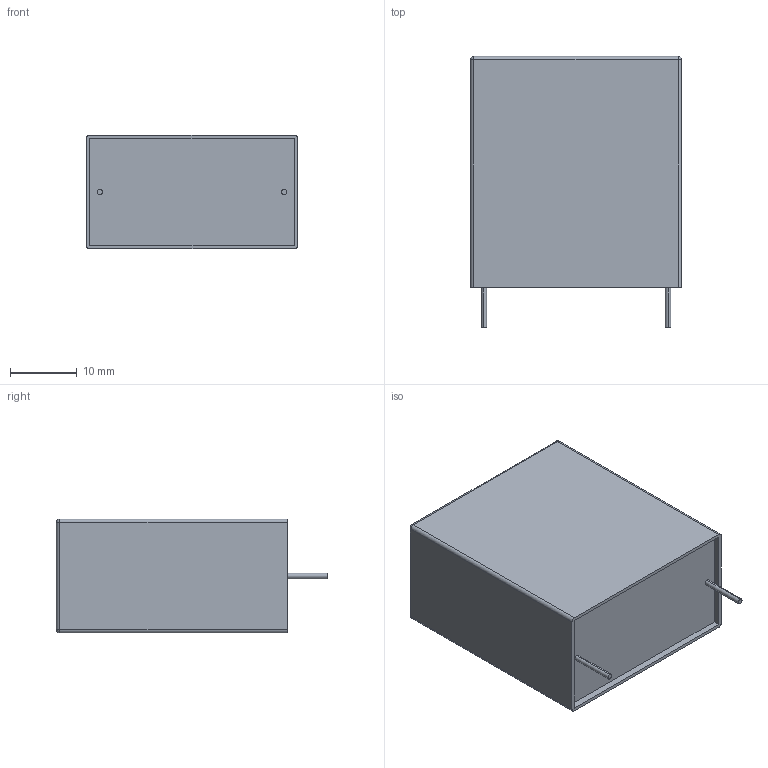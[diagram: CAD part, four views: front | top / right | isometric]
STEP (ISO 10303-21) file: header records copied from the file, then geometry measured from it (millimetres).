
FILE_DESCRIPTION (( 'STEP AP214' ), '1' );
FILE_NAME ('DCP4L051006ID2KYSD.STEP', '2024-03-18T06:48:24', ( '' ), ( '' ), 'SwSTEP 2.0', 'SolidWorks 2021', '' );
FILE_SCHEMA (( 'AUTOMOTIVE_DESIGN' ));
Length unit declared in the file: millimetre
Products named in the file (1): DCP4L051006ID2KYSD
Bounding box: 31.5 x 40.5 x 17 mm (x, y, z)
Volume: 17981.3 mm3; surface area: 4494.9 mm2
Topology: 1 solids, 1 shells, 29 faces, 64 edges, 36 vertices
Faces by surface type: plane 13, cylinder 12, sphere 4
Entity records: 917 total; most frequent: DIRECTION 144, CARTESIAN_POINT 126, ORIENTED_EDGE 120, EDGE_CURVE 60, AXIS2_PLACEMENT_3D 54, VERTEX_POINT 36, VECTOR 36, LINE 36
